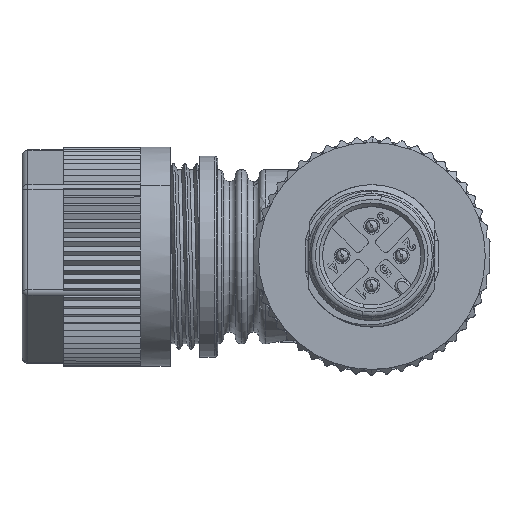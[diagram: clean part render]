
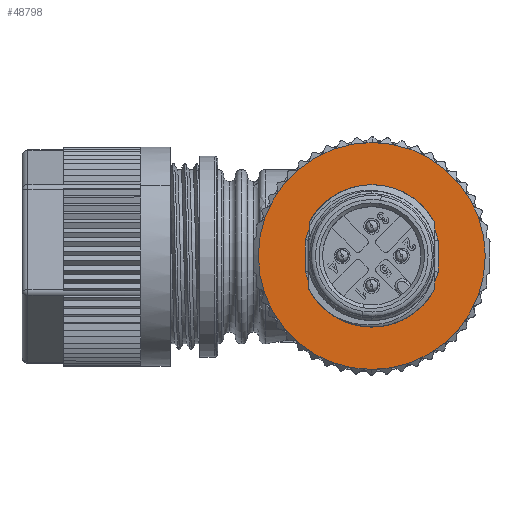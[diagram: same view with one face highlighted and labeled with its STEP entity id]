
A CAD part, top view. The second image highlights one B-rep face of the part: STEP entity #48798.
In plain terms, the highlighted planar face has unit normal (0, 0, 1).
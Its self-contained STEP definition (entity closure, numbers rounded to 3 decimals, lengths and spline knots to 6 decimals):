
#16492=CARTESIAN_POINT('',(0.,0.,0.0148));
#16493=DIRECTION('',(0.,0.,1.));
#16494=DIRECTION('',(-0.003,-1.,0.));
#16495=AXIS2_PLACEMENT_3D('',#16492,#16493,#16494);
#16497=CARTESIAN_POINT('',(0.,0.,0.0148));
#16498=DIRECTION('',(0.,0.,1.));
#16499=DIRECTION('',(0.003,1.,0.));
#16500=AXIS2_PLACEMENT_3D('',#16497,#16498,#16499);
#16502=CARTESIAN_POINT('',(0.,0.,0.0148));
#16503=DIRECTION('',(0.,0.,-1.));
#16504=DIRECTION('',(-0.972,0.237,0.));
#16505=AXIS2_PLACEMENT_3D('',#16502,#16503,#16504);
#16507=CARTESIAN_POINT('',(0.,0.,0.0148));
#16508=DIRECTION('',(0.,0.,-1.));
#16509=DIRECTION('',(-0.003,-1.,0.));
#16510=AXIS2_PLACEMENT_3D('',#16507,#16508,#16509);
#16512=CARTESIAN_POINT('',(0.,0.,0.0148));
#16513=DIRECTION('',(0.,0.,-1.));
#16514=DIRECTION('',(0.972,-0.237,0.));
#16515=AXIS2_PLACEMENT_3D('',#16512,#16513,#16514);
#16517=DIRECTION('',(0.003,1.,0.));
#16518=VECTOR('',#16517,0.002696);
#16519=CARTESIAN_POINT('',(0.005596,-0.001364,0.0148));
#16520=LINE('',#16519,#16518);
#16571=DIRECTION('',(-0.003,-1.,0.));
#16572=VECTOR('',#16571,0.002696);
#16573=CARTESIAN_POINT('',(-0.005596,0.001364,0.0148));
#16574=LINE('',#16573,#16572);
#22163=CARTESIAN_POINT('',(0.005596,-0.001364,0.0148));
#22164=CARTESIAN_POINT('',(0.005604,0.001332,0.0148));
#22165=VERTEX_POINT('',#22163);
#22166=VERTEX_POINT('',#22164);
#22167=CARTESIAN_POINT('',(-0.000017,-0.00576,0.0148));
#22168=VERTEX_POINT('',#22167);
#22169=CARTESIAN_POINT('',(-0.005604,-0.001332,0.0148));
#22170=VERTEX_POINT('',#22169);
#22171=CARTESIAN_POINT('',(-0.005596,0.001364,0.0148));
#22172=VERTEX_POINT('',#22171);
#25380=CARTESIAN_POINT('',(0.000028,0.00957,0.0148));
#25382=VERTEX_POINT('',#25380);
#25384=CARTESIAN_POINT('',(-0.000028,-0.00957,0.0148));
#25386=VERTEX_POINT('',#25384);
#48777=CARTESIAN_POINT('',(-0.000016,-0.00546,0.0148));
#48778=DIRECTION('',(0.,0.,1.));
#48779=DIRECTION('',(0.003,1.,0.));
#48780=AXIS2_PLACEMENT_3D('',#48777,#48778,#48779);
#48781=PLANE('',#48780);
#48782=ORIENTED_EDGE('',*,*,#45871,.F.);
#48783=ORIENTED_EDGE('',*,*,#46258,.F.);
#48784=EDGE_LOOP('',(#48782,#48783));
#48785=FACE_OUTER_BOUND('',#48784,.F.);
#48787=ORIENTED_EDGE('',*,*,#48786,.T.);
#48789=ORIENTED_EDGE('',*,*,#48788,.F.);
#48791=ORIENTED_EDGE('',*,*,#48790,.T.);
#48793=ORIENTED_EDGE('',*,*,#48792,.F.);
#48795=ORIENTED_EDGE('',*,*,#48794,.F.);
#48796=EDGE_LOOP('',(#48787,#48789,#48791,#48793,#48795));
#48797=FACE_BOUND('',#48796,.F.);
#48798=ADVANCED_FACE('',(#48785,#48797),#48781,.T.);
#16496=CIRCLE('',#16495,0.00957);
#16501=CIRCLE('',#16500,0.00957);
#16506=CIRCLE('',#16505,0.00576);
#16511=CIRCLE('',#16510,0.00576);
#16516=CIRCLE('',#16515,0.00576);
#45871=EDGE_CURVE('',#25386,#25382,#16496,.T.);
#46258=EDGE_CURVE('',#25382,#25386,#16501,.T.);
#48786=EDGE_CURVE('',#22165,#22166,#16520,.T.);
#48788=EDGE_CURVE('',#22172,#22166,#16506,.T.);
#48790=EDGE_CURVE('',#22172,#22170,#16574,.T.);
#48792=EDGE_CURVE('',#22168,#22170,#16511,.T.);
#48794=EDGE_CURVE('',#22165,#22168,#16516,.T.);
